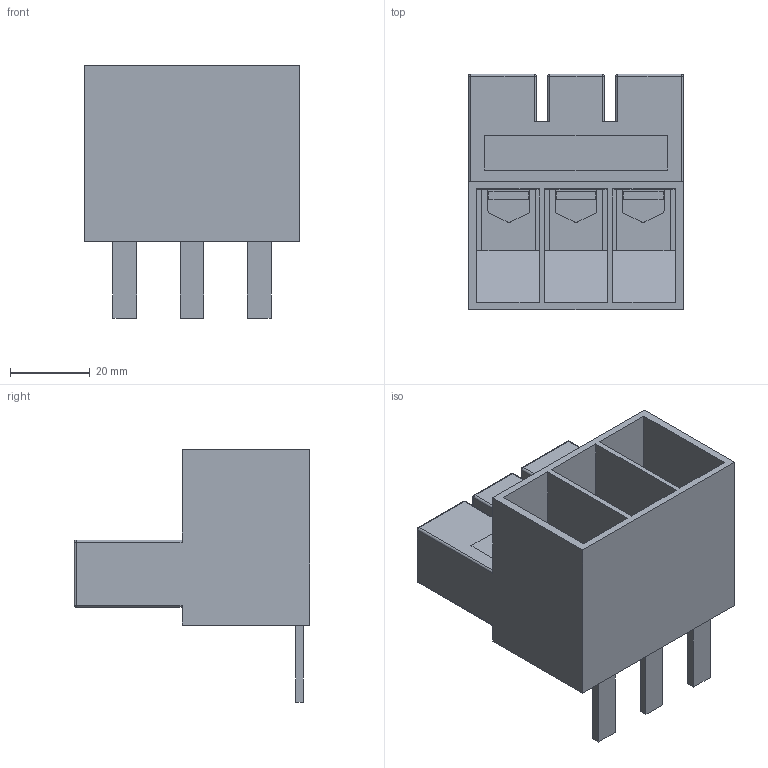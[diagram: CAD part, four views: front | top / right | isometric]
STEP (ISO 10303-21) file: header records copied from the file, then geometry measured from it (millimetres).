
FILE_DESCRIPTION (( 'STEP AP203' ), '1' );
FILE_NAME ('LST65.step', '2023-01-18T18:28:31', ( '' ), ( '' ), 'SwSTEP 2.0', 'SolidWorks 2021', '' );
FILE_SCHEMA (( 'CONFIG_CONTROL_DESIGN' ));
Length unit declared in the file: millimetre
Products named in the file (1): LST65
Bounding box: 53.8 x 59 x 63.2 mm (x, y, z)
Volume: 54865.3 mm3; surface area: 42828.4 mm2
Topology: 10 solids, 10 shells, 395 faces, 1062 edges, 688 vertices
Faces by surface type: plane 308, cylinder 69, bspline 12, cone 6
Entity records: 12381 total; most frequent: CARTESIAN_POINT 2374, ORIENTED_EDGE 2100, DIRECTION 1968, EDGE_CURVE 1050, LINE 900, VECTOR 900, VERTEX_POINT 688, AXIS2_PLACEMENT_3D 534
